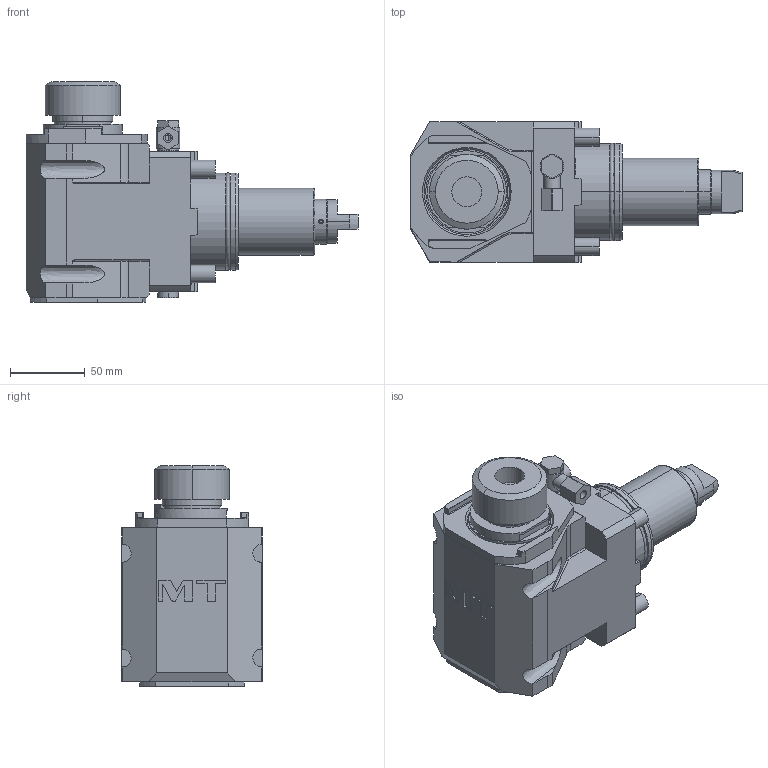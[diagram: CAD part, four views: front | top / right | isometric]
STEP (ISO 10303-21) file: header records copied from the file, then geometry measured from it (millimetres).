
FILE_DESCRIPTION((''),'2;1');
FILE_NAME('DWO0700132_CONF','2023-05-02T10:37:55',('gvalli'),('M.T. srl'),'CREO PARAMETRIC BY PTC INC, 2021072','CREO PARAMETRIC BY PTC INC, 2021072','');
FILE_SCHEMA(('CONFIG_CONTROL_DESIGN'));
Length unit declared in the file: millimetre
Products named in the file (1): DWO0700132_CONF
Bounding box: 222 x 94 x 147.66 mm (x, y, z)
Volume: 1254412 mm3; surface area: 103496.9 mm2
Topology: 1 solids, 1 shells, 349 faces, 864 edges, 554 vertices
Faces by surface type: plane 199, cylinder 108, cone 20, torus 16, bspline 4, extrusion 2
Entity records: 11496 total; most frequent: CARTESIAN_POINT 3063, DIRECTION 1752, ORIENTED_EDGE 1728, EDGE_CURVE 864, AXIS2_PLACEMENT_3D 599, VECTOR 554, VERTEX_POINT 554, LINE 552
